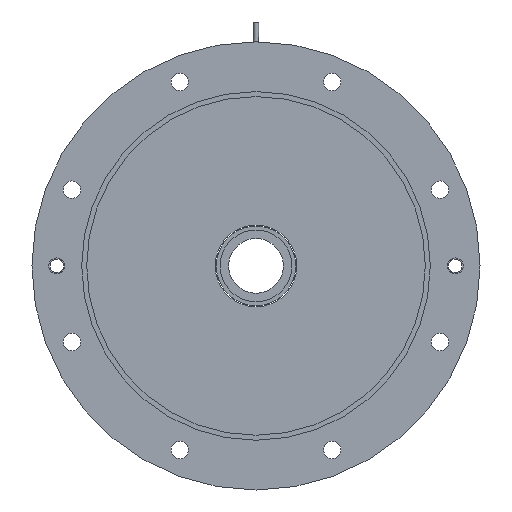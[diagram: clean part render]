
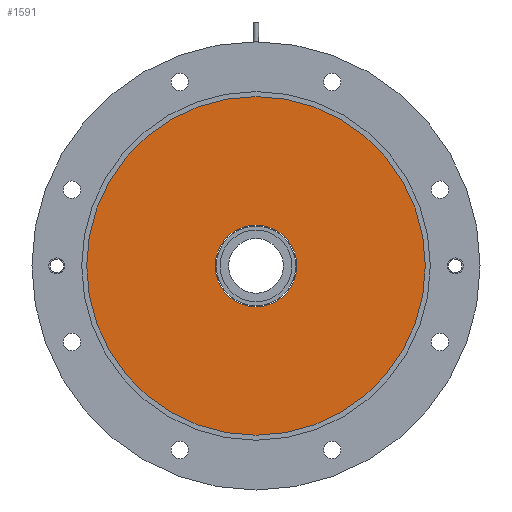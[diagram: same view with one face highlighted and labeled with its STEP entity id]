
A CAD part, left-side view. The second image highlights one B-rep face of the part: STEP entity #1591.
In plain terms, the highlighted planar face has unit normal (-1, 0, 0).
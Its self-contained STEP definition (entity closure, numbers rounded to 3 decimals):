
#603=PLANE('',#1489);
#651=ORIENTED_EDGE('',*,*,#855,.T.);
#652=ORIENTED_EDGE('',*,*,#854,.T.);
#746=CIRCLE('',#1488,41.);
#747=CIRCLE('',#1490,170.);
#800=VERTEX_POINT('',#1358);
#801=VERTEX_POINT('',#1361);
#854=EDGE_CURVE('',#800,#800,#746,.T.);
#855=EDGE_CURVE('',#801,#801,#747,.T.);
#921=EDGE_LOOP('',(#651));
#922=EDGE_LOOP('',(#652));
#1029=FACE_BOUND('',#921,.T.);
#1030=FACE_BOUND('',#922,.T.);
#1173=DIRECTION('',(1.,0.,0.));
#1174=DIRECTION('',(0.,0.,41.));
#1175=DIRECTION('',(-1.,0.,0.));
#1176=DIRECTION('',(0.,1.,0.));
#1177=DIRECTION('',(-1.,0.,0.));
#1178=DIRECTION('',(0.,0.,170.));
#1358=CARTESIAN_POINT('',(-7.,0.,41.));
#1359=CARTESIAN_POINT('',(-7.,0.,0.));
#1360=CARTESIAN_POINT('',(-7.,0.,170.));
#1361=CARTESIAN_POINT('',(-7.,0.,170.));
#1362=CARTESIAN_POINT('',(-7.,0.,0.));
#1488=AXIS2_PLACEMENT_3D('',#1359,#1173,#1174);
#1489=AXIS2_PLACEMENT_3D('',#1360,#1175,#1176);
#1490=AXIS2_PLACEMENT_3D('',#1362,#1177,#1178);
#1591=ADVANCED_FACE('',(#1029,#1030),#603,.T.);
